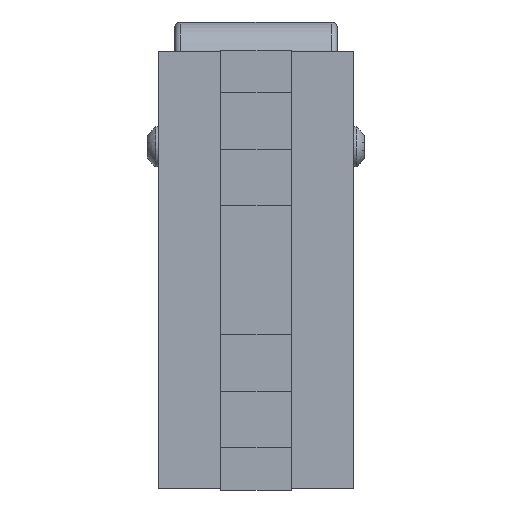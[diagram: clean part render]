
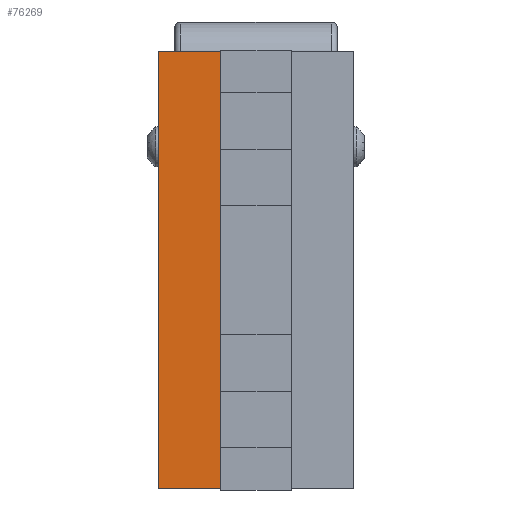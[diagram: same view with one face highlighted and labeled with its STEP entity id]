
A CAD part, front view. The second image highlights one B-rep face of the part: STEP entity #76269.
In plain terms, the highlighted planar face has unit normal (0, -1, 0).
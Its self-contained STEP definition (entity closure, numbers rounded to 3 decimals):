
#853 = VECTOR ( 'NONE', #24431, 1000. ) ;
#2008 = VECTOR ( 'NONE', #65442, 1000. ) ;
#2580 = DIRECTION ( 'NONE',  ( 0., 1., 0. ) ) ;
#5899 = EDGE_LOOP ( 'NONE', ( #32411, #38484, #12797, #32452 ) ) ;
#12488 = EDGE_CURVE ( 'NONE', #17237, #50748, #65182, .T. ) ;
#12797 = ORIENTED_EDGE ( 'NONE', *, *, #37537, .F. ) ;
#15719 = EDGE_CURVE ( 'NONE', #31902, #74187, #79159, .T. ) ;
#17237 = VERTEX_POINT ( 'NONE', #55753 ) ;
#18945 = CARTESIAN_POINT ( 'NONE',  ( -31., -69.5, 13.8 ) ) ;
#24431 = DIRECTION ( 'NONE',  ( 0., 0., -1. ) ) ;
#31120 = DIRECTION ( 'NONE',  ( 0., 0., -1. ) ) ;
#31902 = VERTEX_POINT ( 'NONE', #68557 ) ;
#32411 = ORIENTED_EDGE ( 'NONE', *, *, #34906, .T. ) ;
#32452 = ORIENTED_EDGE ( 'NONE', *, *, #12488, .F. ) ;
#34906 = EDGE_CURVE ( 'NONE', #17237, #31902, #58641, .T. ) ;
#35920 = PLANE ( 'NONE',  #63141 ) ;
#37537 = EDGE_CURVE ( 'NONE', #50748, #74187, #74796, .T. ) ;
#38484 = ORIENTED_EDGE ( 'NONE', *, *, #15719, .T. ) ;
#42680 = CARTESIAN_POINT ( 'NONE',  ( 31., -69.5, 13.8 ) ) ;
#45035 = DIRECTION ( 'NONE',  ( 1., 0., 0. ) ) ;
#50556 = CARTESIAN_POINT ( 'NONE',  ( -31., -69.5, 13.8 ) ) ;
#50748 = VERTEX_POINT ( 'NONE', #69176 ) ;
#55753 = CARTESIAN_POINT ( 'NONE',  ( -31., -69.5, 13.8 ) ) ;
#58641 = LINE ( 'NONE', #50556, #853 ) ;
#60281 = CARTESIAN_POINT ( 'NONE',  ( -31., -69.5, 5. ) ) ;
#63141 = AXIS2_PLACEMENT_3D ( 'NONE', #67654, #2580, #70052 ) ;
#63650 = FACE_OUTER_BOUND ( 'NONE', #5899, .T. ) ;
#65182 = LINE ( 'NONE', #18945, #68144 ) ;
#65442 = DIRECTION ( 'NONE',  ( 1., 0., 0. ) ) ;
#67654 = CARTESIAN_POINT ( 'NONE',  ( -31., -69.5, 13.8 ) ) ;
#68144 = VECTOR ( 'NONE', #45035, 1000. ) ;
#68557 = CARTESIAN_POINT ( 'NONE',  ( -31., -69.5, 5. ) ) ;
#69176 = CARTESIAN_POINT ( 'NONE',  ( 31., -69.5, 13.8 ) ) ;
#70052 = DIRECTION ( 'NONE',  ( 0., 0., 1. ) ) ;
#72177 = CARTESIAN_POINT ( 'NONE',  ( 31., -69.5, 5. ) ) ;
#74187 = VERTEX_POINT ( 'NONE', #72177 ) ;
#74796 = LINE ( 'NONE', #42680, #80820 ) ;
#76269 = ADVANCED_FACE ( 'NONE', ( #63650 ), #35920, .F. ) ;
#79159 = LINE ( 'NONE', #60281, #2008 ) ;
#80820 = VECTOR ( 'NONE', #31120, 1000. ) ;
